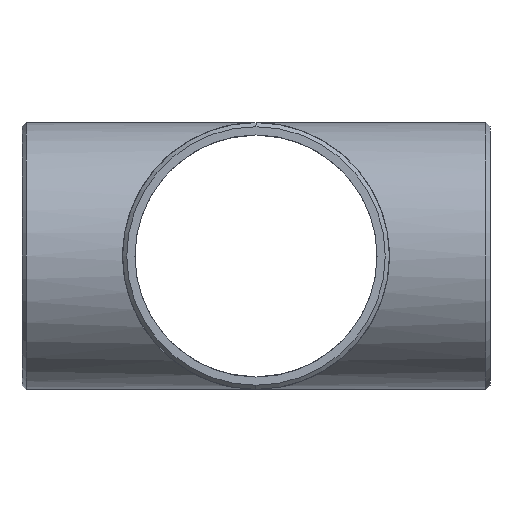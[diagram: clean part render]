
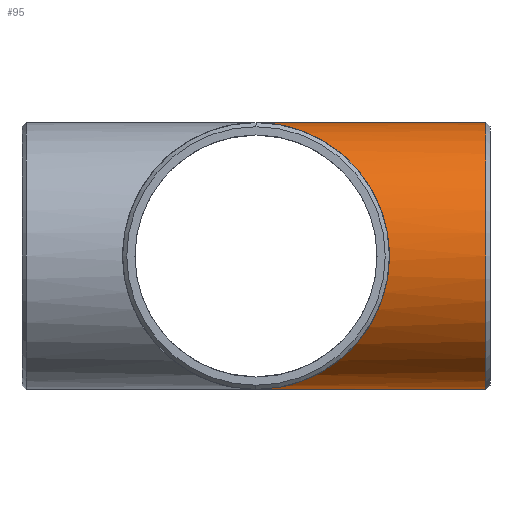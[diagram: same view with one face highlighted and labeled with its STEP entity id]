
A CAD part, left-side view. The second image highlights one B-rep face of the part: STEP entity #95.
In plain terms, the highlighted cylindrical face has radius 70.65 mm (diameter 141.3 mm), a partial arc.
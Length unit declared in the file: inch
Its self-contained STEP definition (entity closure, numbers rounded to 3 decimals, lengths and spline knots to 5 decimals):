
#11 = DIRECTION ( 'NONE',  ( 0., 1., 0. ) ) ;
#19 = CYLINDRICAL_SURFACE ( 'NONE', #91, 2.7815 ) ;
#31 = EDGE_CURVE ( 'NONE', #783, #621, #631, .T. ) ;
#34 = CARTESIAN_POINT ( 'NONE',  ( 0., -4.794, 0. ) ) ;
#63 = VERTEX_POINT ( 'NONE', #332 ) ;
#73 = CARTESIAN_POINT ( 'NONE',  ( 0., -4.88, 0. ) ) ;
#78 = CARTESIAN_POINT ( 'NONE',  ( -5.563, -5.563, -2.7815 ) ) ;
#79 = AXIS2_PLACEMENT_3D ( 'NONE', #34, #531, #474 ) ;
#89 =( BOUNDED_CURVE ( )  B_SPLINE_CURVE ( 3, ( #142, #78, #688, #566 ),
 .UNSPECIFIED., .F., .T. ) 
 B_SPLINE_CURVE_WITH_KNOTS ( ( 4, 4 ),
 ( 4.71239, 7.85398 ),
 .UNSPECIFIED. ) 
 CURVE ( )  GEOMETRIC_REPRESENTATION_ITEM ( )  RATIONAL_B_SPLINE_CURVE ( ( 1., 0.333, 0.333, 1. ) ) 
 REPRESENTATION_ITEM ( '' )  );
#91 = AXIS2_PLACEMENT_3D ( 'NONE', #73, #11, #385 ) ;
#95 = ADVANCED_FACE ( 'NONE', ( #198 ), #19, .T. ) ;
#142 = CARTESIAN_POINT ( 'NONE',  ( 0., 0., -2.7815 ) ) ;
#168 = VECTOR ( 'NONE', #778, 39.37008 ) ;
#175 = EDGE_CURVE ( 'NONE', #626, #63, #371, .T. ) ;
#198 = FACE_OUTER_BOUND ( 'NONE', #358, .T. ) ;
#231 = ORIENTED_EDGE ( 'NONE', *, *, #31, .T. ) ;
#264 = EDGE_CURVE ( 'NONE', #63, #621, #89, .T. ) ;
#332 = CARTESIAN_POINT ( 'NONE',  ( 0., 0., -2.7815 ) ) ;
#358 = EDGE_LOOP ( 'NONE', ( #747, #231, #476, #680 ) ) ;
#371 = LINE ( 'NONE', #532, #168 ) ;
#378 = CIRCLE ( 'NONE', #79, 2.7815 ) ;
#385 = DIRECTION ( 'NONE',  ( 0., 0., -1. ) ) ;
#396 = DIRECTION ( 'NONE',  ( 0., 1., 0. ) ) ;
#412 = CARTESIAN_POINT ( 'NONE',  ( 0., -4.794, 2.7815 ) ) ;
#474 = DIRECTION ( 'NONE',  ( 0., 0., -1. ) ) ;
#476 = ORIENTED_EDGE ( 'NONE', *, *, #264, .F. ) ;
#488 = CARTESIAN_POINT ( 'NONE',  ( 0., -4.794, -2.7815 ) ) ;
#526 = CARTESIAN_POINT ( 'NONE',  ( 0., -4.88, 2.7815 ) ) ;
#531 = DIRECTION ( 'NONE',  ( 0., 1., 0. ) ) ;
#532 = CARTESIAN_POINT ( 'NONE',  ( 0., -4.88, -2.7815 ) ) ;
#566 = CARTESIAN_POINT ( 'NONE',  ( 0., 0., 2.7815 ) ) ;
#621 = VERTEX_POINT ( 'NONE', #720 ) ;
#626 = VERTEX_POINT ( 'NONE', #488 ) ;
#631 = LINE ( 'NONE', #526, #684 ) ;
#680 = ORIENTED_EDGE ( 'NONE', *, *, #175, .F. ) ;
#684 = VECTOR ( 'NONE', #396, 39.37008 ) ;
#688 = CARTESIAN_POINT ( 'NONE',  ( -5.563, -5.563, 2.7815 ) ) ;
#720 = CARTESIAN_POINT ( 'NONE',  ( 0., 0., 2.7815 ) ) ;
#737 = EDGE_CURVE ( 'NONE', #626, #783, #378, .T. ) ;
#747 = ORIENTED_EDGE ( 'NONE', *, *, #737, .T. ) ;
#778 = DIRECTION ( 'NONE',  ( 0., 1., 0. ) ) ;
#783 = VERTEX_POINT ( 'NONE', #412 ) ;
